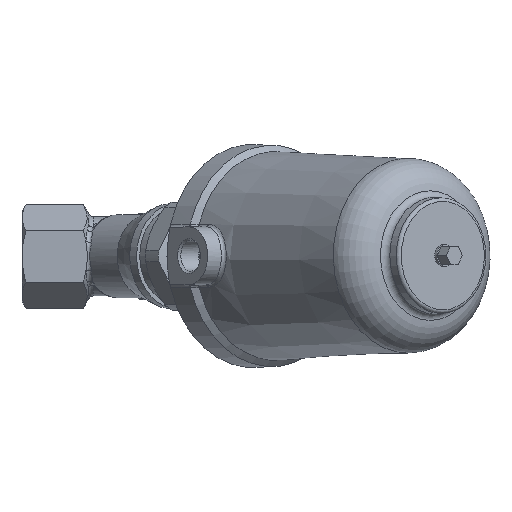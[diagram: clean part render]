
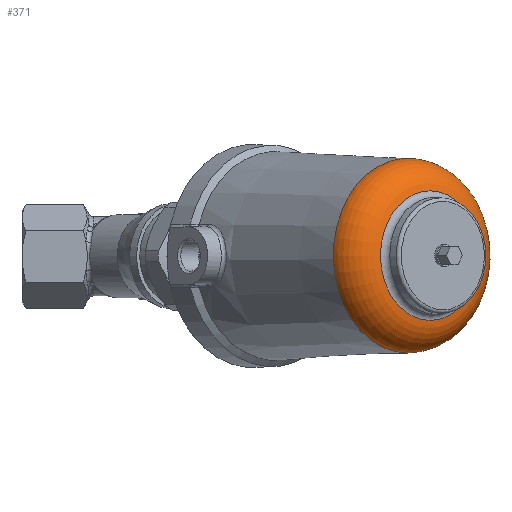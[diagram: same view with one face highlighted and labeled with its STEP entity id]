
A CAD part, top view. The second image highlights one B-rep face of the part: STEP entity #371.
In plain terms, the highlighted toroidal (fillet/blend) face has major radius 17.03 mm and minor radius 10 mm.
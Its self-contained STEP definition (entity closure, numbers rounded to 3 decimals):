
#371 = ADVANCED_FACE( '', ( #882, #883 ), #884, .T. );
#882 = FACE_OUTER_BOUND( '', #3545, .T. );
#883 = FACE_OUTER_BOUND( '', #3546, .T. );
#884 = TOROIDAL_SURFACE( '', #3547, 17.03, 10. );
#3545 = EDGE_LOOP( '', ( #12621 ) );
#3546 = EDGE_LOOP( '', ( #12622 ) );
#3547 = AXIS2_PLACEMENT_3D( '', #12623, #12624, #12625 );
#12621 = ORIENTED_EDGE( '', *, *, #14168, .F. );
#12622 = ORIENTED_EDGE( '', *, *, #14169, .T. );
#12623 = CARTESIAN_POINT( '', ( 0., 0., 69.043 ) );
#12624 = DIRECTION( '', ( 0., 0., 1. ) );
#12625 = DIRECTION( '', ( 1., 0., 0. ) );
#14168 = EDGE_CURVE( '', #15004, #15004, #15005, .T. );
#14169 = EDGE_CURVE( '', #15006, #15006, #15007, .T. );
#15004 = VERTEX_POINT( '', #16976 );
#15005 = CIRCLE( '', #16977, 17.994 );
#15006 = VERTEX_POINT( '', #16978 );
#15007 = CIRCLE( '', #16979, 27.024 );
#16976 = CARTESIAN_POINT( '', ( 17.994, 0., 78.997 ) );
#16977 = AXIS2_PLACEMENT_3D( '', #20214, #20215, #20216 );
#16978 = CARTESIAN_POINT( '', ( 27.024, 0., 69.389 ) );
#16979 = AXIS2_PLACEMENT_3D( '', #20217, #20218, #20219 );
#20214 = CARTESIAN_POINT( '', ( 0., 0., 78.997 ) );
#20215 = DIRECTION( '', ( 0., 0., 1. ) );
#20216 = DIRECTION( '', ( 1., 0., 0. ) );
#20217 = CARTESIAN_POINT( '', ( 0., 0., 69.389 ) );
#20218 = DIRECTION( '', ( 0., 0., 1. ) );
#20219 = DIRECTION( '', ( 1., 0., 0. ) );
